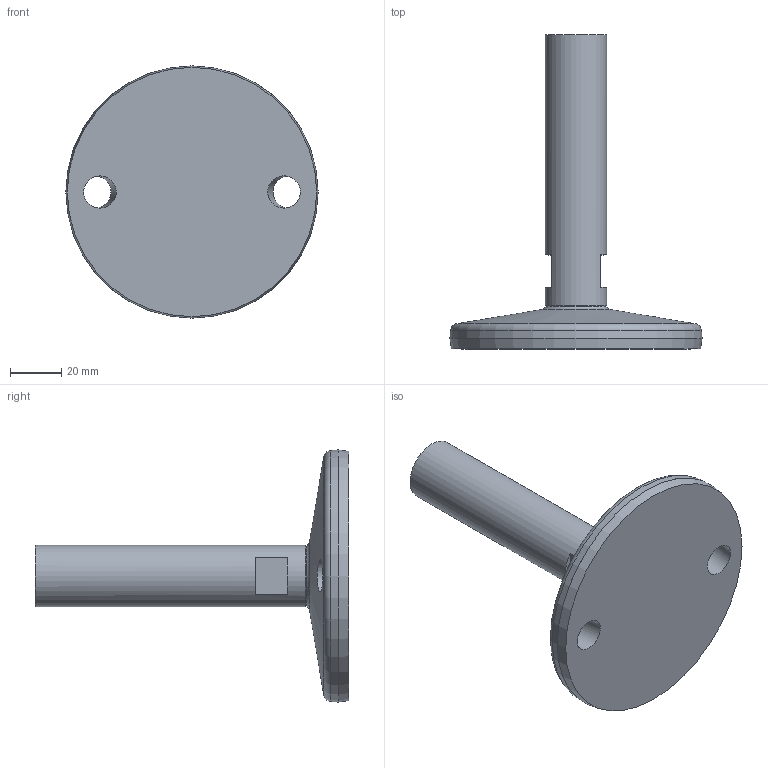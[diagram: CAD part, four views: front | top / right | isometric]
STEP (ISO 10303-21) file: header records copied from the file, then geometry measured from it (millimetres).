
FILE_DESCRIPTION (( 'STEP AP203' ), '1' );
FILE_NAME ('HSFx9 - HSF99-M24-L100-R19.STEP', '2024-09-03T19:49:56', ( '' ), ( '' ), 'SwSTEP 2.0', 'SolidWorks 2024', '' );
FILE_SCHEMA (( 'CONFIG_CONTROL_DESIGN' ));
Length unit declared in the file: millimetre
Products named in the file (1): HSFx9 - HSF99-M24-L100-R19
Bounding box: 98 x 122 x 98 mm (x, y, z)
Volume: 134351.4 mm3; surface area: 27040.6 mm2
Topology: 1 solids, 1 shells, 22 faces, 41 edges, 27 vertices
Faces by surface type: plane 10, cylinder 4, cone 4, sphere 2, torus 2
Full cylindrical faces by diameter (mm): 12.5 x2, 24 x1, 97.98 x1
Entity records: 737 total; most frequent: CARTESIAN_POINT 253, DIRECTION 88, ORIENTED_EDGE 58, EDGE_LOOP 42, AXIS2_PLACEMENT_3D 40, FACE_OUTER_BOUND 30, EDGE_CURVE 29, VERTEX_POINT 25
